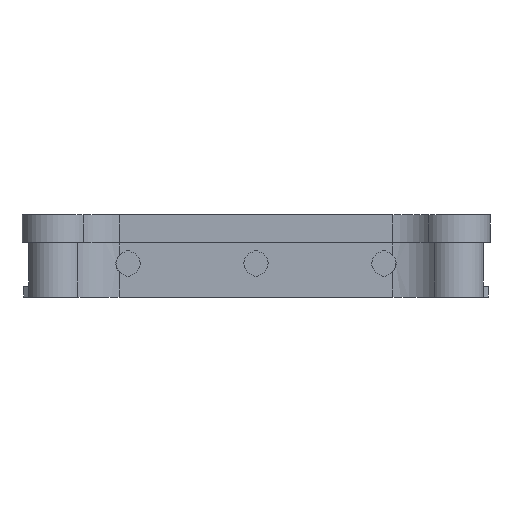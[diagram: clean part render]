
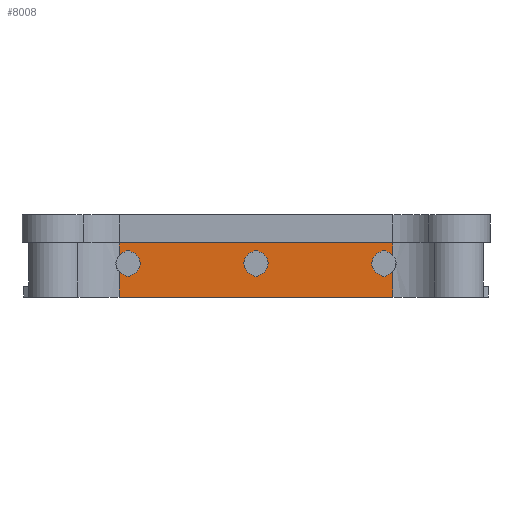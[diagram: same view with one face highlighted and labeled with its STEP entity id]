
A CAD part, front view. The second image highlights one B-rep face of the part: STEP entity #8008.
In plain terms, the highlighted planar face has unit normal (0, -1, 0).
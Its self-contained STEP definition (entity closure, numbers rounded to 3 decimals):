
#71=FACE_BOUND('',#1230,.T.);
#326=CIRCLE('',#8490,3.3);
#327=CIRCLE('',#8492,3.3);
#328=CIRCLE('',#8493,3.3);
#329=CIRCLE('',#8499,3.3);
#354=CIRCLE('',#8554,3.3);
#355=CIRCLE('',#8559,3.3);
#356=CIRCLE('',#8564,3.3);
#357=CIRCLE('',#8565,3.3);
#765=FACE_OUTER_BOUND('',#1229,.T.);
#1229=EDGE_LOOP('',(#6383,#6384,#6385,#6386,#6387,#6388,#6389,#6390,#6391,
#6392,#6393,#6394,#6395,#6396,#6397,#6398,#6399,#6400,#6401,#6402,#6403,
#6404));
#1230=EDGE_LOOP('',(#6405,#6406,#6407,#6408,#6409,#6410,#6411));
#1997=LINE('',#12391,#2881);
#2000=LINE('',#12396,#2884);
#2005=LINE('',#12423,#2889);
#2007=LINE('',#12427,#2891);
#2009=LINE('',#12431,#2893);
#2011=LINE('',#12436,#2895);
#2015=LINE('',#12445,#2899);
#2074=LINE('',#12614,#2958);
#2076=LINE('',#12618,#2960);
#2079=LINE('',#12625,#2963);
#2080=LINE('',#12628,#2964);
#2082=LINE('',#12632,#2966);
#2085=LINE('',#12639,#2969);
#2087=LINE('',#12643,#2971);
#2089=LINE('',#12647,#2973);
#2090=LINE('',#12665,#2974);
#2091=LINE('',#12667,#2975);
#2092=LINE('',#12668,#2976);
#2093=LINE('',#12670,#2977);
#2094=LINE('',#12672,#2978);
#2095=LINE('',#12673,#2979);
#2881=VECTOR('',#9996,10.);
#2884=VECTOR('',#10001,10.);
#2889=VECTOR('',#10018,10.);
#2891=VECTOR('',#10022,10.);
#2893=VECTOR('',#10026,10.);
#2895=VECTOR('',#10030,10.);
#2899=VECTOR('',#10040,10.);
#2958=VECTOR('',#10201,10.);
#2960=VECTOR('',#10205,10.);
#2963=VECTOR('',#10214,10.);
#2964=VECTOR('',#10217,10.);
#2966=VECTOR('',#10221,10.);
#2969=VECTOR('',#10230,10.);
#2971=VECTOR('',#10234,10.);
#2973=VECTOR('',#10238,10.);
#2974=VECTOR('',#10247,10.);
#2975=VECTOR('',#10248,10.);
#2976=VECTOR('',#10249,10.);
#2977=VECTOR('',#10250,10.);
#2978=VECTOR('',#10251,10.);
#2979=VECTOR('',#10252,10.);
#3639=VERTEX_POINT('',#12388);
#3640=VERTEX_POINT('',#12390);
#3641=VERTEX_POINT('',#12394);
#3642=VERTEX_POINT('',#12398);
#3643=VERTEX_POINT('',#12402);
#3644=VERTEX_POINT('',#12404);
#3645=VERTEX_POINT('',#12406);
#3646=VERTEX_POINT('',#12417);
#3647=VERTEX_POINT('',#12421);
#3648=VERTEX_POINT('',#12425);
#3649=VERTEX_POINT('',#12429);
#3650=VERTEX_POINT('',#12433);
#3651=VERTEX_POINT('',#12435);
#3652=VERTEX_POINT('',#12439);
#3653=VERTEX_POINT('',#12443);
#3712=VERTEX_POINT('',#12613);
#3713=VERTEX_POINT('',#12617);
#3714=VERTEX_POINT('',#12623);
#3715=VERTEX_POINT('',#12627);
#3716=VERTEX_POINT('',#12631);
#3717=VERTEX_POINT('',#12637);
#3718=VERTEX_POINT('',#12641);
#3719=VERTEX_POINT('',#12645);
#3720=VERTEX_POINT('',#12649);
#3721=VERTEX_POINT('',#12651);
#3722=VERTEX_POINT('',#12664);
#3723=VERTEX_POINT('',#12666);
#3724=VERTEX_POINT('',#12669);
#3725=VERTEX_POINT('',#12671);
#4583=EDGE_CURVE('',#3640,#3639,#1997,.T.);
#4586=EDGE_CURVE('',#3639,#3641,#2000,.T.);
#4588=EDGE_CURVE('',#3641,#3642,#326,.T.);
#4590=EDGE_CURVE('',#3644,#3643,#327,.T.);
#4592=EDGE_CURVE('',#3646,#3645,#328,.T.);
#4595=EDGE_CURVE('',#3643,#3647,#2005,.T.);
#4597=EDGE_CURVE('',#3647,#3648,#2007,.T.);
#4599=EDGE_CURVE('',#3648,#3649,#2009,.T.);
#4601=EDGE_CURVE('',#3651,#3650,#2011,.T.);
#4604=EDGE_CURVE('',#3650,#3652,#329,.T.);
#4606=EDGE_CURVE('',#3652,#3653,#2015,.T.);
#4689=EDGE_CURVE('',#3712,#3646,#2074,.T.);
#4691=EDGE_CURVE('',#3713,#3712,#2076,.T.);
#4693=EDGE_CURVE('',#3649,#3713,#354,.T.);
#4695=EDGE_CURVE('',#3653,#3714,#2079,.T.);
#4696=EDGE_CURVE('',#3715,#3651,#2080,.T.);
#4698=EDGE_CURVE('',#3716,#3715,#2082,.T.);
#4700=EDGE_CURVE('',#3714,#3716,#355,.T.);
#4702=EDGE_CURVE('',#3642,#3717,#2085,.T.);
#4704=EDGE_CURVE('',#3717,#3718,#2087,.T.);
#4706=EDGE_CURVE('',#3718,#3719,#2089,.T.);
#4707=EDGE_CURVE('',#3720,#3640,#356,.T.);
#4709=EDGE_CURVE('',#3719,#3721,#357,.T.);
#4710=EDGE_CURVE('',#3722,#3645,#2090,.T.);
#4711=EDGE_CURVE('',#3723,#3722,#2091,.T.);
#4712=EDGE_CURVE('',#3720,#3723,#2092,.T.);
#4713=EDGE_CURVE('',#3724,#3721,#2093,.T.);
#4714=EDGE_CURVE('',#3725,#3724,#2094,.T.);
#4715=EDGE_CURVE('',#3644,#3725,#2095,.T.);
#6383=ORIENTED_EDGE('',*,*,#4590,.T.);
#6384=ORIENTED_EDGE('',*,*,#4595,.T.);
#6385=ORIENTED_EDGE('',*,*,#4597,.T.);
#6386=ORIENTED_EDGE('',*,*,#4599,.T.);
#6387=ORIENTED_EDGE('',*,*,#4693,.T.);
#6388=ORIENTED_EDGE('',*,*,#4691,.T.);
#6389=ORIENTED_EDGE('',*,*,#4689,.T.);
#6390=ORIENTED_EDGE('',*,*,#4592,.T.);
#6391=ORIENTED_EDGE('',*,*,#4710,.F.);
#6392=ORIENTED_EDGE('',*,*,#4711,.F.);
#6393=ORIENTED_EDGE('',*,*,#4712,.F.);
#6394=ORIENTED_EDGE('',*,*,#4707,.T.);
#6395=ORIENTED_EDGE('',*,*,#4583,.T.);
#6396=ORIENTED_EDGE('',*,*,#4586,.T.);
#6397=ORIENTED_EDGE('',*,*,#4588,.T.);
#6398=ORIENTED_EDGE('',*,*,#4702,.T.);
#6399=ORIENTED_EDGE('',*,*,#4704,.T.);
#6400=ORIENTED_EDGE('',*,*,#4706,.T.);
#6401=ORIENTED_EDGE('',*,*,#4709,.T.);
#6402=ORIENTED_EDGE('',*,*,#4713,.F.);
#6403=ORIENTED_EDGE('',*,*,#4714,.F.);
#6404=ORIENTED_EDGE('',*,*,#4715,.F.);
#6405=ORIENTED_EDGE('',*,*,#4601,.T.);
#6406=ORIENTED_EDGE('',*,*,#4604,.T.);
#6407=ORIENTED_EDGE('',*,*,#4606,.T.);
#6408=ORIENTED_EDGE('',*,*,#4695,.T.);
#6409=ORIENTED_EDGE('',*,*,#4700,.T.);
#6410=ORIENTED_EDGE('',*,*,#4698,.T.);
#6411=ORIENTED_EDGE('',*,*,#4696,.T.);
#7654=PLANE('',#8566);
#8008=ADVANCED_FACE('',(#765,#71),#7654,.T.);
#8490=AXIS2_PLACEMENT_3D('',#12400,#10005,#10006);
#8492=AXIS2_PLACEMENT_3D('',#12405,#10010,#10011);
#8493=AXIS2_PLACEMENT_3D('',#12418,#10012,#10013);
#8499=AXIS2_PLACEMENT_3D('',#12441,#10035,#10036);
#8554=AXIS2_PLACEMENT_3D('',#12621,#10209,#10210);
#8559=AXIS2_PLACEMENT_3D('',#12635,#10225,#10226);
#8564=AXIS2_PLACEMENT_3D('',#12650,#10241,#10242);
#8565=AXIS2_PLACEMENT_3D('',#12662,#10243,#10244);
#8566=AXIS2_PLACEMENT_3D('',#12663,#10245,#10246);
#9996=DIRECTION('',(-0.895,0.,-0.445));
#10001=DIRECTION('',(-0.894,0.,0.448));
#10005=DIRECTION('center_axis',(0.,1.,0.));
#10006=DIRECTION('ref_axis',(1.,0.,0.));
#10010=DIRECTION('center_axis',(0.,1.,0.));
#10011=DIRECTION('ref_axis',(1.,0.,0.));
#10012=DIRECTION('center_axis',(0.,1.,0.));
#10013=DIRECTION('ref_axis',(1.,0.,0.));
#10018=DIRECTION('',(0.766,0.,0.643));
#10022=DIRECTION('',(1.,0.,0.));
#10026=DIRECTION('',(0.766,0.,-0.643));
#10030=DIRECTION('',(0.766,0.,-0.643));
#10035=DIRECTION('center_axis',(0.,1.,0.));
#10036=DIRECTION('ref_axis',(1.,0.,0.));
#10040=DIRECTION('',(-0.895,0.,-0.445));
#10201=DIRECTION('',(-0.894,0.,0.448));
#10205=DIRECTION('',(-0.895,0.,-0.445));
#10209=DIRECTION('center_axis',(0.,1.,0.));
#10210=DIRECTION('ref_axis',(1.,0.,0.));
#10214=DIRECTION('',(-0.894,0.,0.448));
#10217=DIRECTION('',(1.,0.,0.));
#10221=DIRECTION('',(0.766,0.,0.643));
#10225=DIRECTION('center_axis',(0.,1.,0.));
#10226=DIRECTION('ref_axis',(1.,0.,0.));
#10230=DIRECTION('',(0.766,0.,0.643));
#10234=DIRECTION('',(1.,0.,0.));
#10238=DIRECTION('',(0.766,0.,-0.643));
#10241=DIRECTION('center_axis',(0.,1.,0.));
#10242=DIRECTION('ref_axis',(1.,0.,0.));
#10243=DIRECTION('center_axis',(0.,1.,0.));
#10244=DIRECTION('ref_axis',(1.,0.,0.));
#10245=DIRECTION('center_axis',(0.,-1.,0.));
#10246=DIRECTION('ref_axis',(1.,0.,0.));
#10247=DIRECTION('',(0.,0.,1.));
#10248=DIRECTION('',(-1.,0.,0.));
#10249=DIRECTION('',(0.,0.,-1.));
#10250=DIRECTION('',(0.,0.,-1.));
#10251=DIRECTION('',(1.,0.,0.));
#10252=DIRECTION('',(0.,0.,1.));
#12388=CARTESIAN_POINT('',(33.522,-55.,5.572));
#12390=CARTESIAN_POINT('',(34.324,-55.,5.971));
#12391=CARTESIAN_POINT('',(-2.668,-55.,-12.432));
#12394=CARTESIAN_POINT('',(32.732,-55.,5.968));
#12396=CARTESIAN_POINT('',(-0.736,-55.,22.743));
#12398=CARTESIAN_POINT('',(32.531,-55.,12.32));
#12400=CARTESIAN_POINT('Origin',(33.522,-55.,9.172));
#12402=CARTESIAN_POINT('',(-37.469,-55.,12.32));
#12404=CARTESIAN_POINT('',(-38.925,-55.,11.385));
#12405=CARTESIAN_POINT('Origin',(-36.478,-55.,9.172));
#12406=CARTESIAN_POINT('',(-38.925,-55.,6.958));
#12417=CARTESIAN_POINT('',(-37.268,-55.,5.968));
#12418=CARTESIAN_POINT('Origin',(-36.478,-55.,9.172));
#12421=CARTESIAN_POINT('',(-36.93,-55.,12.772));
#12423=CARTESIAN_POINT('',(-45.646,-55.,5.458));
#12425=CARTESIAN_POINT('',(-36.026,-55.,12.772));
#12427=CARTESIAN_POINT('',(-45.965,-55.,12.772));
#12429=CARTESIAN_POINT('',(-35.488,-55.,12.32));
#12431=CARTESIAN_POINT('',(-38.449,-55.,14.805));
#12433=CARTESIAN_POINT('',(-0.488,-55.,12.32));
#12435=CARTESIAN_POINT('',(-1.026,-55.,12.772));
#12436=CARTESIAN_POINT('',(-13.718,-55.,23.422));
#12439=CARTESIAN_POINT('',(-0.676,-55.,5.971));
#12441=CARTESIAN_POINT('Origin',(-1.478,-55.,9.172));
#12443=CARTESIAN_POINT('',(-1.478,-55.,5.572));
#12445=CARTESIAN_POINT('',(-23.64,-55.,-5.453));
#12613=CARTESIAN_POINT('',(-36.478,-55.,5.572));
#12614=CARTESIAN_POINT('',(-42.764,-55.,8.722));
#12617=CARTESIAN_POINT('',(-35.676,-55.,5.971));
#12618=CARTESIAN_POINT('',(-44.612,-55.,1.525));
#12621=CARTESIAN_POINT('Origin',(-36.478,-55.,9.172));
#12623=CARTESIAN_POINT('',(-2.268,-55.,5.968));
#12625=CARTESIAN_POINT('',(-21.75,-55.,15.732));
#12627=CARTESIAN_POINT('',(-1.93,-55.,12.772));
#12628=CARTESIAN_POINT('',(-28.465,-55.,12.772));
#12631=CARTESIAN_POINT('',(-2.469,-55.,12.32));
#12632=CARTESIAN_POINT('',(-20.915,-55.,-3.159));
#12635=CARTESIAN_POINT('Origin',(-1.478,-55.,9.172));
#12637=CARTESIAN_POINT('',(33.07,-55.,12.772));
#12639=CARTESIAN_POINT('',(3.815,-55.,-11.776));
#12641=CARTESIAN_POINT('',(33.974,-55.,12.772));
#12643=CARTESIAN_POINT('',(-10.965,-55.,12.772));
#12645=CARTESIAN_POINT('',(34.512,-55.,12.32));
#12647=CARTESIAN_POINT('',(11.012,-55.,32.039));
#12649=CARTESIAN_POINT('',(35.969,-55.,6.958));
#12650=CARTESIAN_POINT('Origin',(33.522,-55.,9.172));
#12651=CARTESIAN_POINT('',(35.969,-55.,11.385));
#12662=CARTESIAN_POINT('Origin',(33.522,-55.,9.172));
#12663=CARTESIAN_POINT('Origin',(-55.,-55.,0.));
#12664=CARTESIAN_POINT('',(-38.925,-55.,0.));
#12665=CARTESIAN_POINT('',(-38.925,-55.,22.));
#12666=CARTESIAN_POINT('',(35.969,-55.,0.));
#12667=CARTESIAN_POINT('',(52.044,-55.,0.));
#12668=CARTESIAN_POINT('',(35.969,-55.,22.));
#12669=CARTESIAN_POINT('',(35.969,-55.,16.));
#12670=CARTESIAN_POINT('',(35.969,-55.,22.));
#12671=CARTESIAN_POINT('',(-38.925,-55.,16.));
#12672=CARTESIAN_POINT('',(-28.239,-55.,16.));
#12673=CARTESIAN_POINT('',(-38.925,-55.,22.));
